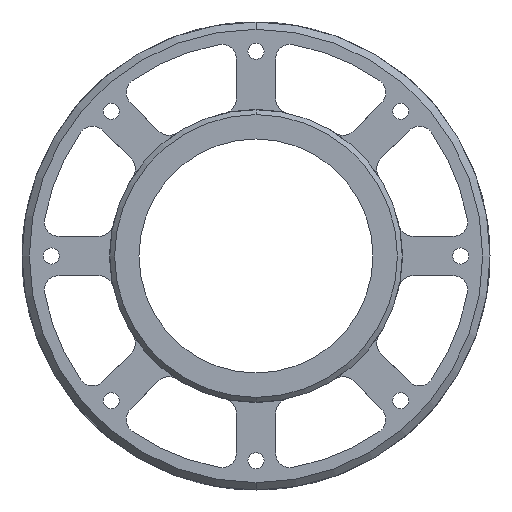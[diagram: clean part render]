
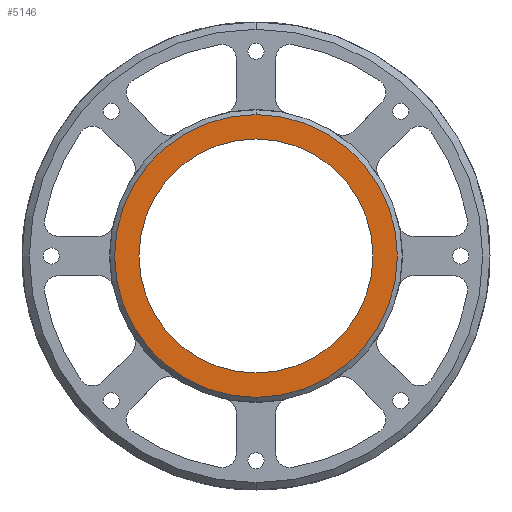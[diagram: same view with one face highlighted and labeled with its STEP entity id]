
A CAD part, front view. The second image highlights one B-rep face of the part: STEP entity #5146.
In plain terms, the highlighted planar face has unit normal (0, -1, 0).
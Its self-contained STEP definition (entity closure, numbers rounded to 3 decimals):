
#93 = VERTEX_POINT ( 'NONE', #1405 ) ;
#192 = CARTESIAN_POINT ( 'NONE',  ( 0., -2., 0. ) ) ;
#332 = VERTEX_POINT ( 'NONE', #5501 ) ;
#630 = CARTESIAN_POINT ( 'NONE',  ( 0., -2., 0. ) ) ;
#642 = ORIENTED_EDGE ( 'NONE', *, *, #6772, .T. ) ;
#711 = ORIENTED_EDGE ( 'NONE', *, *, #2259, .F. ) ;
#951 = PLANE ( 'NONE',  #2308 ) ;
#990 = CIRCLE ( 'NONE', #5877, 29. ) ;
#1038 = AXIS2_PLACEMENT_3D ( 'NONE', #192, #2856, #3422 ) ;
#1044 = VERTEX_POINT ( 'NONE', #7633 ) ;
#1201 = DIRECTION ( 'NONE',  ( 0., 0., -1. ) ) ;
#1405 = CARTESIAN_POINT ( 'NONE',  ( 0., -2., -24. ) ) ;
#2209 = DIRECTION ( 'NONE',  ( 0., 0., -1. ) ) ;
#2212 = EDGE_CURVE ( 'NONE', #332, #6951, #3255, .T. ) ;
#2259 = EDGE_CURVE ( 'NONE', #1044, #93, #5199, .T. ) ;
#2308 = AXIS2_PLACEMENT_3D ( 'NONE', #3608, #5387, #2209 ) ;
#2547 = EDGE_LOOP ( 'NONE', ( #7283, #711 ) ) ;
#2802 = ORIENTED_EDGE ( 'NONE', *, *, #2212, .T. ) ;
#2856 = DIRECTION ( 'NONE',  ( 0., -1., 0. ) ) ;
#3255 = CIRCLE ( 'NONE', #7433, 29. ) ;
#3291 = DIRECTION ( 'NONE',  ( 0., -1., 0. ) ) ;
#3422 = DIRECTION ( 'NONE',  ( 0., 0., -1. ) ) ;
#3565 = FACE_BOUND ( 'NONE', #2547, .T. ) ;
#3608 = CARTESIAN_POINT ( 'NONE',  ( 0., -2., 0. ) ) ;
#4329 = DIRECTION ( 'NONE',  ( 0., -1., 0. ) ) ;
#4533 = CARTESIAN_POINT ( 'NONE',  ( 0., -2., -29. ) ) ;
#4979 = CARTESIAN_POINT ( 'NONE',  ( 0., -2., 0. ) ) ;
#4985 = CARTESIAN_POINT ( 'NONE',  ( 0., -2., 0. ) ) ;
#5096 = EDGE_LOOP ( 'NONE', ( #2802, #642 ) ) ;
#5146 = ADVANCED_FACE ( 'NONE', ( #6869, #3565 ), #951, .T. ) ;
#5199 = CIRCLE ( 'NONE', #1038, 24. ) ;
#5387 = DIRECTION ( 'NONE',  ( 0., -1., 0. ) ) ;
#5501 = CARTESIAN_POINT ( 'NONE',  ( 0., -2., 29. ) ) ;
#5534 = EDGE_CURVE ( 'NONE', #93, #1044, #7529, .T. ) ;
#5592 = DIRECTION ( 'NONE',  ( 0., 0., -1. ) ) ;
#5594 = AXIS2_PLACEMENT_3D ( 'NONE', #4985, #4329, #6987 ) ;
#5877 = AXIS2_PLACEMENT_3D ( 'NONE', #4979, #6940, #5592 ) ;
#6772 = EDGE_CURVE ( 'NONE', #6951, #332, #990, .T. ) ;
#6869 = FACE_OUTER_BOUND ( 'NONE', #5096, .T. ) ;
#6940 = DIRECTION ( 'NONE',  ( 0., -1., 0. ) ) ;
#6951 = VERTEX_POINT ( 'NONE', #4533 ) ;
#6987 = DIRECTION ( 'NONE',  ( 0., 0., -1. ) ) ;
#7283 = ORIENTED_EDGE ( 'NONE', *, *, #5534, .F. ) ;
#7433 = AXIS2_PLACEMENT_3D ( 'NONE', #630, #3291, #1201 ) ;
#7529 = CIRCLE ( 'NONE', #5594, 24. ) ;
#7633 = CARTESIAN_POINT ( 'NONE',  ( 0., -2., 24. ) ) ;
